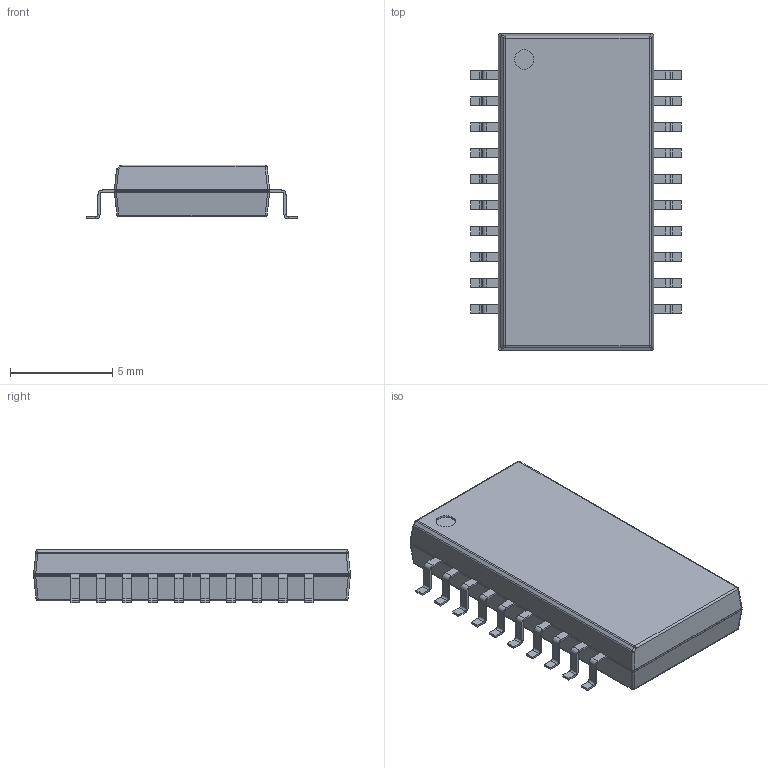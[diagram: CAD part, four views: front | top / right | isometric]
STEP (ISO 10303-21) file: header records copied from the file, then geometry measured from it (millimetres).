
FILE_DESCRIPTION(('Open CASCADE Model'),'2;1');
FILE_NAME('Open CASCADE Shape Model','2023-08-13T13:13:59',('Author'),( 'Open CASCADE'),'Open CASCADE STEP processor 6.8','Open CASCADE 6.8' ,'Unknown');
FILE_SCHEMA(('AUTOMOTIVE_DESIGN { 1 0 10303 214 1 1 1 1 }'));
Length unit declared in the file: millimetre
Products named in the file (7): PCB; Designator1; 5870680016; Open_CASCADE_STEP_translator_6.8_2.1; Body; Open_CASCADE_STEP_translator_6.8_2.2.1; Leader
Assembly tree (24 placements, depth 4):
  PCB
  Designator1
    5870680016
      Open_CASCADE_STEP_translator_6.8_2.1
      Body
        Open_CASCADE_STEP_translator_6.8_2.2.1
      Leader  x20
Bounding box: 10.3 x 15.5 x 2.64 mm (x, y, z)
Volume: 293.7 mm3; surface area: 391.7 mm2
Topology: 21 solids, 22 shells, 507 faces, 1018 edges, 545 vertices
Faces by surface type: plane 377, cylinder 112, sphere 10, bspline 8
Full cylindrical faces by diameter (mm): 0.95 x1
Entity records: 3107 total; most frequent: CARTESIAN_POINT 1127, DIRECTION 393, ORIENTED_EDGE 343, EDGE_CURVE 172, AXIS2_PLACEMENT_3D 147, LINE 99, VECTOR 99, FACE_BOUND 90
